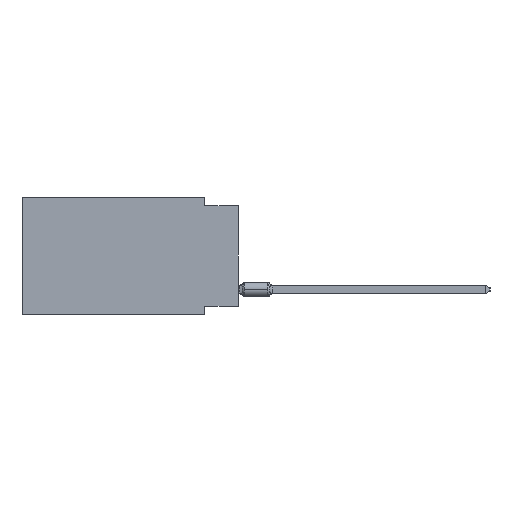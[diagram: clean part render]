
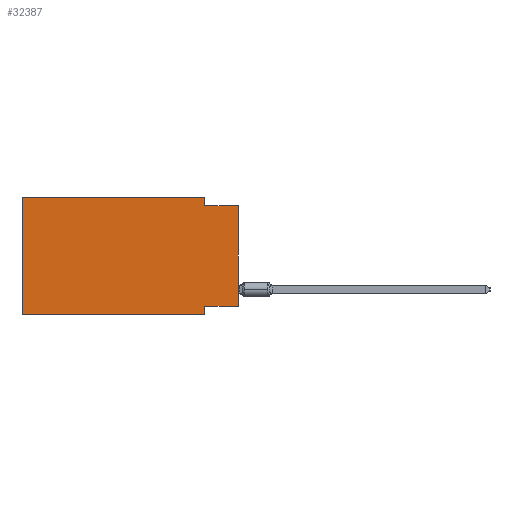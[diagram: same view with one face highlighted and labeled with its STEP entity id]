
A CAD part, left-side view. The second image highlights one B-rep face of the part: STEP entity #32387.
In plain terms, the highlighted planar face has unit normal (-1, 0, 0).
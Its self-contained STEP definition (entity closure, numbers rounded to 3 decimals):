
#384 = LINE ( 'NONE', #16968, #21079 ) ;
#2089 = VERTEX_POINT ( 'NONE', #5337 ) ;
#3239 = LINE ( 'NONE', #48318, #10988 ) ;
#4298 = LINE ( 'NONE', #29014, #40488 ) ;
#4786 = CARTESIAN_POINT ( 'NONE',  ( 0., 0., -8.255 ) ) ;
#5074 = DIRECTION ( 'NONE',  ( 0., 0., -1. ) ) ;
#5236 = VERTEX_POINT ( 'NONE', #13330 ) ;
#5337 = CARTESIAN_POINT ( 'NONE',  ( 0., 0., -0.635 ) ) ;
#5730 = ORIENTED_EDGE ( 'NONE', *, *, #43300, .F. ) ;
#6969 = LINE ( 'NONE', #15657, #20923 ) ;
#7724 = CARTESIAN_POINT ( 'NONE',  ( 0., 16.383, 0. ) ) ;
#7998 = VERTEX_POINT ( 'NONE', #4786 ) ;
#9482 = ORIENTED_EDGE ( 'NONE', *, *, #47017, .F. ) ;
#10300 = DIRECTION ( 'NONE',  ( 0., -1., 0. ) ) ;
#10988 = VECTOR ( 'NONE', #10300, 1000. ) ;
#11616 = DIRECTION ( 'NONE',  ( 0., -1., 0. ) ) ;
#11892 = LINE ( 'NONE', #49103, #42482 ) ;
#12516 = VECTOR ( 'NONE', #29248, 1000. ) ;
#13156 = EDGE_CURVE ( 'NONE', #29696, #13970, #11892, .T. ) ;
#13330 = CARTESIAN_POINT ( 'NONE',  ( 0., 2.54, -8.255 ) ) ;
#13970 = VERTEX_POINT ( 'NONE', #17245 ) ;
#14303 = VECTOR ( 'NONE', #17986, 1000. ) ;
#15441 = LINE ( 'NONE', #32043, #17351 ) ;
#15657 = CARTESIAN_POINT ( 'NONE',  ( 0., 2.54, -8.89 ) ) ;
#16968 = CARTESIAN_POINT ( 'NONE',  ( 0., 0., -8.255 ) ) ;
#17207 = EDGE_CURVE ( 'NONE', #7998, #5236, #384, .T. ) ;
#17245 = CARTESIAN_POINT ( 'NONE',  ( 0., 2.54, -8.89 ) ) ;
#17351 = VECTOR ( 'NONE', #53444, 1000. ) ;
#17469 = ORIENTED_EDGE ( 'NONE', *, *, #46481, .F. ) ;
#17986 = DIRECTION ( 'NONE',  ( 0., 0., -1. ) ) ;
#19532 = CARTESIAN_POINT ( 'NONE',  ( 0., 16.383, 0. ) ) ;
#20923 = VECTOR ( 'NONE', #23545, 1000. ) ;
#21079 = VECTOR ( 'NONE', #37083, 1000. ) ;
#22709 = EDGE_CURVE ( 'NONE', #7998, #2089, #4298, .T. ) ;
#23492 = ORIENTED_EDGE ( 'NONE', *, *, #13156, .T. ) ;
#23545 = DIRECTION ( 'NONE',  ( 0., 0., -1. ) ) ;
#23591 = ORIENTED_EDGE ( 'NONE', *, *, #22709, .T. ) ;
#24326 = AXIS2_PLACEMENT_3D ( 'NONE', #37960, #42295, #5074 ) ;
#25715 = PLANE ( 'NONE',  #24326 ) ;
#25962 = VERTEX_POINT ( 'NONE', #51055 ) ;
#26129 = CARTESIAN_POINT ( 'NONE',  ( 0., 2.54, 0. ) ) ;
#29014 = CARTESIAN_POINT ( 'NONE',  ( 0., 0., 0. ) ) ;
#29248 = DIRECTION ( 'NONE',  ( 0., 0., 1. ) ) ;
#29541 = FACE_OUTER_BOUND ( 'NONE', #30391, .T. ) ;
#29696 = VERTEX_POINT ( 'NONE', #46137 ) ;
#30391 = EDGE_LOOP ( 'NONE', ( #23591, #9482, #36349, #34928, #5730, #23492, #17469, #49463 ) ) ;
#32002 = VERTEX_POINT ( 'NONE', #39345 ) ;
#32043 = CARTESIAN_POINT ( 'NONE',  ( 0., 16.383, 0. ) ) ;
#32387 = ADVANCED_FACE ( 'NONE', ( #29541 ), #25715, .F. ) ;
#34928 = ORIENTED_EDGE ( 'NONE', *, *, #40515, .F. ) ;
#35743 = VERTEX_POINT ( 'NONE', #7724 ) ;
#36349 = ORIENTED_EDGE ( 'NONE', *, *, #50881, .F. ) ;
#37083 = DIRECTION ( 'NONE',  ( 0., 1., 0. ) ) ;
#37960 = CARTESIAN_POINT ( 'NONE',  ( 0., 16.383, 0. ) ) ;
#39345 = CARTESIAN_POINT ( 'NONE',  ( 0., 2.54, -0.635 ) ) ;
#40488 = VECTOR ( 'NONE', #49107, 1000. ) ;
#40515 = EDGE_CURVE ( 'NONE', #35743, #25962, #15441, .T. ) ;
#42295 = DIRECTION ( 'NONE',  ( 1., 0., 0. ) ) ;
#42482 = VECTOR ( 'NONE', #11616, 1000. ) ;
#43175 = LINE ( 'NONE', #19532, #12516 ) ;
#43300 = EDGE_CURVE ( 'NONE', #29696, #35743, #43175, .T. ) ;
#46137 = CARTESIAN_POINT ( 'NONE',  ( 0., 16.383, -8.89 ) ) ;
#46481 = EDGE_CURVE ( 'NONE', #5236, #13970, #6969, .T. ) ;
#47017 = EDGE_CURVE ( 'NONE', #32002, #2089, #3239, .T. ) ;
#48318 = CARTESIAN_POINT ( 'NONE',  ( 0., 0., -0.635 ) ) ;
#49103 = CARTESIAN_POINT ( 'NONE',  ( 0., 16.383, -8.89 ) ) ;
#49107 = DIRECTION ( 'NONE',  ( 0., 0., 1. ) ) ;
#49463 = ORIENTED_EDGE ( 'NONE', *, *, #17207, .F. ) ;
#50881 = EDGE_CURVE ( 'NONE', #25962, #32002, #51105, .T. ) ;
#51055 = CARTESIAN_POINT ( 'NONE',  ( 0., 2.54, 0. ) ) ;
#51105 = LINE ( 'NONE', #26129, #14303 ) ;
#53444 = DIRECTION ( 'NONE',  ( 0., -1., 0. ) ) ;
